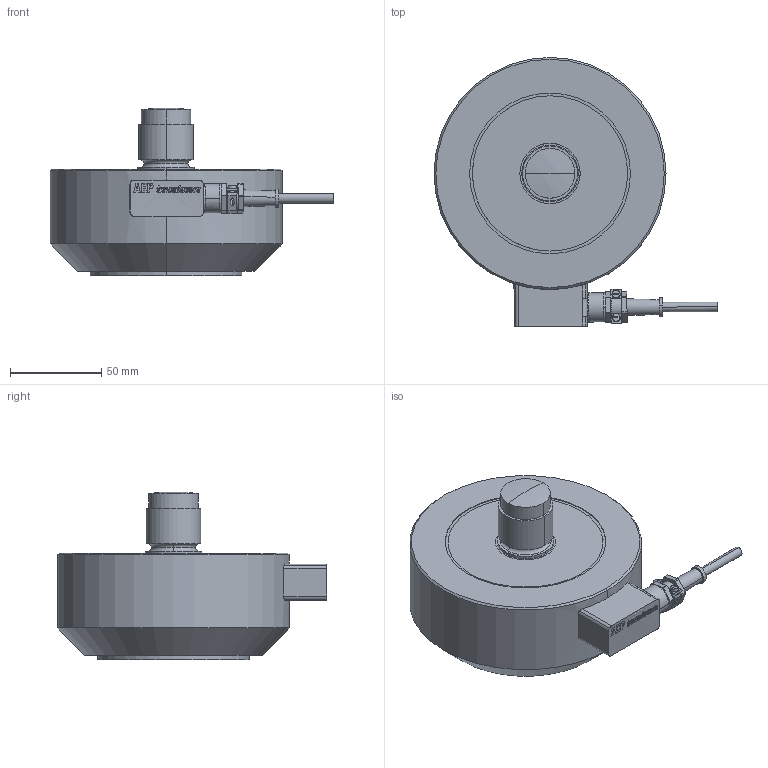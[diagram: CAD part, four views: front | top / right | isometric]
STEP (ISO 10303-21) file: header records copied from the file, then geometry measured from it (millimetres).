
FILE_DESCRIPTION(('STEP AP214'),'1');
FILE_NAME('KAL up to 50kN.stp','2015-05-18T13:00:49',(' '),(' '),'Spatial InterOp 3D',' ',' ');
FILE_SCHEMA(('automotive_design'));
Length unit declared in the file: metre
Products named in the file (1): 1
Bounding box: 155.44 x 147.29 x 91.89 mm (x, y, z)
Volume: 682828.5 mm3; surface area: 58287.8 mm2
Topology: 1 solids, 1 shells, 250 faces, 706 edges, 497 vertices
Faces by surface type: plane 111, cylinder 86, torus 18, extrusion 15, cone 14, bspline 4, sphere 2
Entity records: 11105 total; most frequent: CARTESIAN_POINT 2419, ORIENTED_EDGE 1412, DIRECTION 1361, EDGE_CURVE 706, VERTEX_POINT 497, AXIS2_PLACEMENT_3D 491, VECTOR 379, LINE 364
